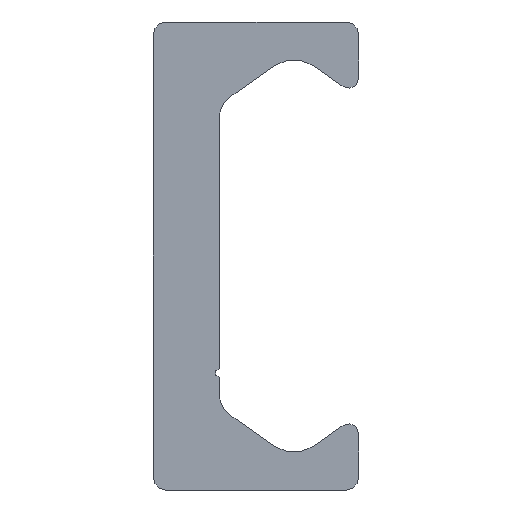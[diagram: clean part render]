
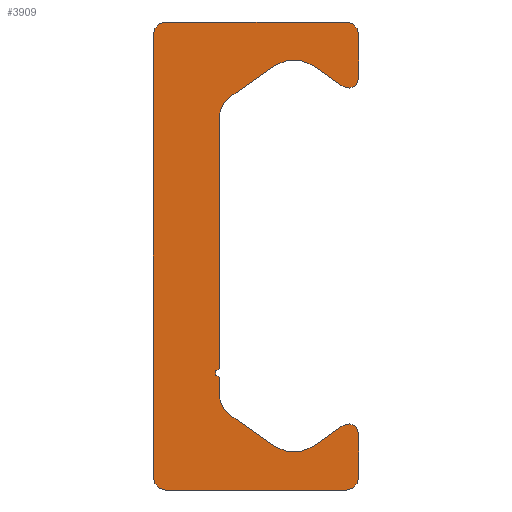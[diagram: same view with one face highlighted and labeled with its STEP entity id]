
A CAD part, left-side view. The second image highlights one B-rep face of the part: STEP entity #3909.
In plain terms, the highlighted planar face has unit normal (-1, 0, 0).
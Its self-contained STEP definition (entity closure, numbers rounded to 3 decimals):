
#2940=CARTESIAN_POINT('',(0.0,5.4,-14.));
#2941=VERTEX_POINT('',#2940);
#2948=CARTESIAN_POINT('',(0.0,6.15,-13.25));
#2949=VERTEX_POINT('',#2948);
#2950=CARTESIAN_POINT('',(0.0,5.4,-13.25));
#2951=DIRECTION('',(1.0,0.0,0.0));
#2952=DIRECTION('',(0.0,0.0,-1.0));
#2953=AXIS2_PLACEMENT_3D('',#2950,#2951,#2952);
#2954=CIRCLE('',#2953,0.75);
#2955=EDGE_CURVE('',#2941,#2949,#2954,.T.);
#2979=CARTESIAN_POINT('',(0.0,-5.4,-14.));
#2980=VERTEX_POINT('',#2979);
#2987=CARTESIAN_POINT('',(0.0,-5.4,-14.));
#2988=DIRECTION('',(0.0,1.0,0.0));
#2989=VECTOR('',#2988,10.8);
#2990=LINE('',#2987,#2989);
#2991=EDGE_CURVE('',#2980,#2941,#2990,.T.);
#3011=CARTESIAN_POINT('',(0.0,-6.15,-13.25));
#3012=VERTEX_POINT('',#3011);
#3019=CARTESIAN_POINT('',(0.0,-5.4,-13.25));
#3020=DIRECTION('',(1.0,0.0,0.0));
#3021=DIRECTION('',(0.0,-1.0,0.0));
#3022=AXIS2_PLACEMENT_3D('',#3019,#3020,#3021);
#3023=CIRCLE('',#3022,0.75);
#3024=EDGE_CURVE('',#3012,#2980,#3023,.T.);
#3043=CARTESIAN_POINT('',(0.0,-6.15,-10.63));
#3044=VERTEX_POINT('',#3043);
#3051=CARTESIAN_POINT('',(0.0,-6.15,-10.63));
#3052=DIRECTION('',(0.0,0.0,-1.0));
#3053=VECTOR('',#3052,2.62);
#3054=LINE('',#3051,#3053);
#3055=EDGE_CURVE('',#3044,#3012,#3054,.T.);
#3075=CARTESIAN_POINT('',(0.0,-5.206,-10.139));
#3076=VERTEX_POINT('',#3075);
#3083=CARTESIAN_POINT('',(0.0,-5.55,-10.63));
#3084=DIRECTION('',(1.0,0.0,0.0));
#3085=DIRECTION('',(0.0,0.574,0.819));
#3086=AXIS2_PLACEMENT_3D('',#3083,#3084,#3085);
#3087=CIRCLE('',#3086,0.6);
#3088=EDGE_CURVE('',#3076,#3044,#3087,.T.);
#3107=CARTESIAN_POINT('',(0.0,-3.417,-11.391));
#3108=VERTEX_POINT('',#3107);
#3115=CARTESIAN_POINT('',(0.0,-3.417,-11.391));
#3116=DIRECTION('',(0.0,-0.819,0.574));
#3117=VECTOR('',#3116,2.184);
#3118=LINE('',#3115,#3117);
#3119=EDGE_CURVE('',#3108,#3076,#3118,.T.);
#3139=CARTESIAN_POINT('',(0.0,-1.123,-11.391));
#3140=VERTEX_POINT('',#3139);
#3147=CARTESIAN_POINT('',(0.0,-2.27,-9.753));
#3148=DIRECTION('',(-1.0,0.0,0.0));
#3149=DIRECTION('',(0.0,0.574,0.819));
#3150=AXIS2_PLACEMENT_3D('',#3147,#3148,#3149);
#3151=CIRCLE('',#3150,2.0);
#3152=EDGE_CURVE('',#3140,#3108,#3151,.T.);
#3171=CARTESIAN_POINT('',(0.0,1.56,-9.512));
#3172=VERTEX_POINT('',#3171);
#3179=CARTESIAN_POINT('',(0.0,1.56,-9.512));
#3180=DIRECTION('',(0.0,-0.819,-0.574));
#3181=VECTOR('',#3180,3.276);
#3182=LINE('',#3179,#3181);
#3183=EDGE_CURVE('',#3172,#3140,#3182,.T.);
#3203=CARTESIAN_POINT('',(0.0,2.2,-8.283));
#3204=VERTEX_POINT('',#3203);
#3211=CARTESIAN_POINT('',(0.0,0.7,-8.283));
#3212=DIRECTION('',(-1.0,0.0,0.0));
#3213=DIRECTION('',(0.0,-0.574,0.819));
#3214=AXIS2_PLACEMENT_3D('',#3211,#3212,#3213);
#3215=CIRCLE('',#3214,1.5);
#3216=EDGE_CURVE('',#3204,#3172,#3215,.T.);
#3235=CARTESIAN_POINT('',(0.0,2.2,-7.25));
#3236=VERTEX_POINT('',#3235);
#3243=CARTESIAN_POINT('',(0.0,2.2,-7.25));
#3244=DIRECTION('',(0.0,0.0,-1.0));
#3245=VECTOR('',#3244,1.033);
#3246=LINE('',#3243,#3245);
#3247=EDGE_CURVE('',#3236,#3204,#3246,.T.);
#3267=CARTESIAN_POINT('',(0.0,2.2,-6.75));
#3268=VERTEX_POINT('',#3267);
#3275=CARTESIAN_POINT('',(0.0,2.2,-7.));
#3276=DIRECTION('',(-1.0,0.0,0.0));
#3277=DIRECTION('',(0.0,0.0,1.0));
#3278=AXIS2_PLACEMENT_3D('',#3275,#3276,#3277);
#3279=CIRCLE('',#3278,0.25);
#3280=EDGE_CURVE('',#3268,#3236,#3279,.T.);
#3299=CARTESIAN_POINT('',(0.0,2.2,8.283));
#3300=VERTEX_POINT('',#3299);
#3307=CARTESIAN_POINT('',(0.0,2.2,8.283));
#3308=DIRECTION('',(0.0,0.0,-1.0));
#3309=VECTOR('',#3308,15.033);
#3310=LINE('',#3307,#3309);
#3311=EDGE_CURVE('',#3300,#3268,#3310,.T.);
#3457=CARTESIAN_POINT('',(0.0,1.56,9.512));
#3458=VERTEX_POINT('',#3457);
#3465=CARTESIAN_POINT('',(0.0,0.7,8.283));
#3466=DIRECTION('',(-1.0,0.0,0.0));
#3467=DIRECTION('',(0.0,-1.0,0.0));
#3468=AXIS2_PLACEMENT_3D('',#3465,#3466,#3467);
#3469=CIRCLE('',#3468,1.5);
#3470=EDGE_CURVE('',#3458,#3300,#3469,.T.);
#3489=CARTESIAN_POINT('',(0.0,-1.123,11.391));
#3490=VERTEX_POINT('',#3489);
#3497=CARTESIAN_POINT('',(0.0,-1.123,11.391));
#3498=DIRECTION('',(0.0,0.819,-0.574));
#3499=VECTOR('',#3498,3.276);
#3500=LINE('',#3497,#3499);
#3501=EDGE_CURVE('',#3490,#3458,#3500,.T.);
#3521=CARTESIAN_POINT('',(0.0,-3.417,11.391));
#3522=VERTEX_POINT('',#3521);
#3529=CARTESIAN_POINT('',(0.0,-2.27,9.753));
#3530=DIRECTION('',(-1.0,0.0,0.0));
#3531=DIRECTION('',(0.0,-0.574,-0.819));
#3532=AXIS2_PLACEMENT_3D('',#3529,#3530,#3531);
#3533=CIRCLE('',#3532,2.0);
#3534=EDGE_CURVE('',#3522,#3490,#3533,.T.);
#3553=CARTESIAN_POINT('',(0.0,-5.206,10.139));
#3554=VERTEX_POINT('',#3553);
#3561=CARTESIAN_POINT('',(0.0,-5.206,10.139));
#3562=DIRECTION('',(0.0,0.819,0.574));
#3563=VECTOR('',#3562,2.184);
#3564=LINE('',#3561,#3563);
#3565=EDGE_CURVE('',#3554,#3522,#3564,.T.);
#3585=CARTESIAN_POINT('',(0.0,-6.15,10.63));
#3586=VERTEX_POINT('',#3585);
#3593=CARTESIAN_POINT('',(0.0,-5.55,10.63));
#3594=DIRECTION('',(1.0,0.0,0.0));
#3595=DIRECTION('',(0.0,-1.0,0.0));
#3596=AXIS2_PLACEMENT_3D('',#3593,#3594,#3595);
#3597=CIRCLE('',#3596,0.6);
#3598=EDGE_CURVE('',#3586,#3554,#3597,.T.);
#3617=CARTESIAN_POINT('',(0.0,-6.15,13.25));
#3618=VERTEX_POINT('',#3617);
#3625=CARTESIAN_POINT('',(0.0,-6.15,13.25));
#3626=DIRECTION('',(0.0,0.0,-1.0));
#3627=VECTOR('',#3626,2.62);
#3628=LINE('',#3625,#3627);
#3629=EDGE_CURVE('',#3618,#3586,#3628,.T.);
#3649=CARTESIAN_POINT('',(0.0,-5.4,14.));
#3650=VERTEX_POINT('',#3649);
#3657=CARTESIAN_POINT('',(0.0,-5.4,13.25));
#3658=DIRECTION('',(1.0,0.0,0.0));
#3659=DIRECTION('',(0.0,0.0,1.0));
#3660=AXIS2_PLACEMENT_3D('',#3657,#3658,#3659);
#3661=CIRCLE('',#3660,0.75);
#3662=EDGE_CURVE('',#3650,#3618,#3661,.T.);
#3681=CARTESIAN_POINT('',(0.0,5.4,14.));
#3682=VERTEX_POINT('',#3681);
#3689=CARTESIAN_POINT('',(0.0,5.4,14.));
#3690=DIRECTION('',(0.0,-1.0,0.0));
#3691=VECTOR('',#3690,10.8);
#3692=LINE('',#3689,#3691);
#3693=EDGE_CURVE('',#3682,#3650,#3692,.T.);
#3713=CARTESIAN_POINT('',(0.0,6.15,13.25));
#3714=VERTEX_POINT('',#3713);
#3721=CARTESIAN_POINT('',(0.0,5.4,13.25));
#3722=DIRECTION('',(1.0,0.0,0.0));
#3723=DIRECTION('',(0.0,1.0,0.0));
#3724=AXIS2_PLACEMENT_3D('',#3721,#3722,#3723);
#3725=CIRCLE('',#3724,0.75);
#3726=EDGE_CURVE('',#3714,#3682,#3725,.T.);
#3744=CARTESIAN_POINT('',(0.0,6.15,-13.25));
#3745=DIRECTION('',(0.0,0.0,1.0));
#3746=VECTOR('',#3745,26.5);
#3747=LINE('',#3744,#3746);
#3748=EDGE_CURVE('',#2949,#3714,#3747,.T.);
#3880=CARTESIAN_POINT('',(0.0,1.352,-0.021));
#3881=DIRECTION('',(1.0,0.0,0.0));
#3882=DIRECTION('',(0.0,0.0,-1.0));
#3883=AXIS2_PLACEMENT_3D('',#3880,#3881,#3882);
#3884=PLANE('',#3883);
#3885=ORIENTED_EDGE('',*,*,#3748,.F.);
#3886=ORIENTED_EDGE('',*,*,#2955,.F.);
#3887=ORIENTED_EDGE('',*,*,#2991,.F.);
#3888=ORIENTED_EDGE('',*,*,#3024,.F.);
#3889=ORIENTED_EDGE('',*,*,#3055,.F.);
#3890=ORIENTED_EDGE('',*,*,#3088,.F.);
#3891=ORIENTED_EDGE('',*,*,#3119,.F.);
#3892=ORIENTED_EDGE('',*,*,#3152,.F.);
#3893=ORIENTED_EDGE('',*,*,#3183,.F.);
#3894=ORIENTED_EDGE('',*,*,#3216,.F.);
#3895=ORIENTED_EDGE('',*,*,#3247,.F.);
#3896=ORIENTED_EDGE('',*,*,#3280,.F.);
#3897=ORIENTED_EDGE('',*,*,#3311,.F.);
#3898=ORIENTED_EDGE('',*,*,#3470,.F.);
#3899=ORIENTED_EDGE('',*,*,#3501,.F.);
#3900=ORIENTED_EDGE('',*,*,#3534,.F.);
#3901=ORIENTED_EDGE('',*,*,#3565,.F.);
#3902=ORIENTED_EDGE('',*,*,#3598,.F.);
#3903=ORIENTED_EDGE('',*,*,#3629,.F.);
#3904=ORIENTED_EDGE('',*,*,#3662,.F.);
#3905=ORIENTED_EDGE('',*,*,#3693,.F.);
#3906=ORIENTED_EDGE('',*,*,#3726,.F.);
#3907=EDGE_LOOP('',(#3885,#3886,#3887,#3888,#3889,#3890,#3891,#3892,#3893,#3894,#3895,#3896,#3897,#3898,#3899,#3900,#3901,#3902,#3903,#3904,#3905,#3906));
#3908=FACE_OUTER_BOUND('',#3907,.T.);
#3909=ADVANCED_FACE('',(#3908),#3884,.F.);
